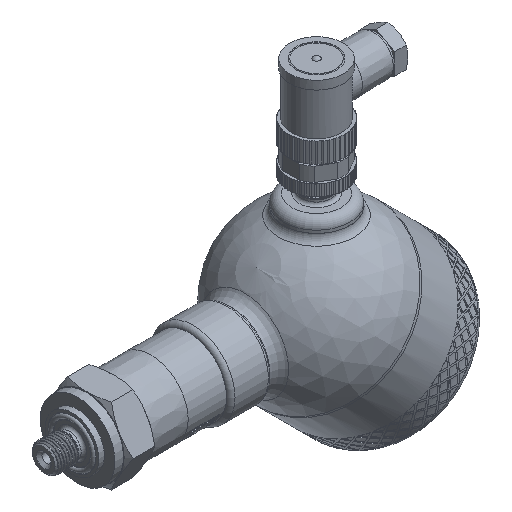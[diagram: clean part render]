
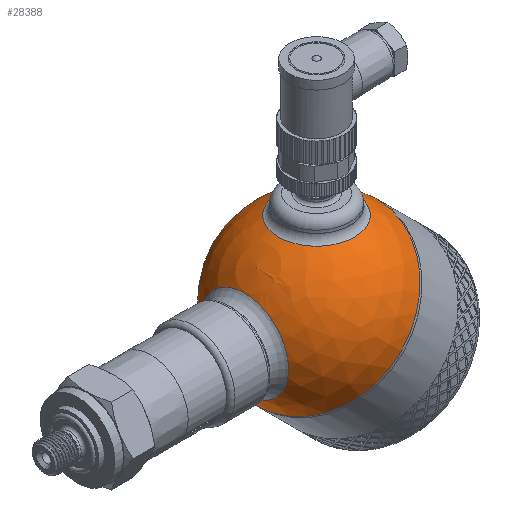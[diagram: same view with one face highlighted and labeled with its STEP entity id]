
A CAD part, isometric view. The second image highlights one B-rep face of the part: STEP entity #28388.
In plain terms, the highlighted spherical face has radius 30 mm.
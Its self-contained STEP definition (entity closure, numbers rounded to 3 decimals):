
#45=SPHERICAL_SURFACE('',#30142,30.);
#1073=FACE_BOUND('',#3801,.T.);
#1074=FACE_BOUND('',#3802,.T.);
#1987=FACE_OUTER_BOUND('',#3800,.T.);
#3800=EDGE_LOOP('',(#20261,#20262,#20263,#20264));
#3801=EDGE_LOOP('',(#20265));
#3802=EDGE_LOOP('',(#20266));
#5531=CIRCLE('',#30065,30.);
#5532=CIRCLE('',#30066,30.);
#5559=CIRCLE('',#30138,13.5);
#5562=CIRCLE('',#30143,30.);
#5563=CIRCLE('',#30144,15.643);
#11045=VERTEX_POINT('',#38170);
#11046=VERTEX_POINT('',#38172);
#11521=VERTEX_POINT('',#44234);
#11523=VERTEX_POINT('',#44241);
#11524=VERTEX_POINT('',#44243);
#14109=EDGE_CURVE('',#11045,#11046,#5531,.T.);
#14110=EDGE_CURVE('',#11046,#11045,#5532,.T.);
#14825=EDGE_CURVE('',#11521,#11521,#5559,.T.);
#14828=EDGE_CURVE('',#11046,#11523,#5562,.T.);
#14829=EDGE_CURVE('',#11524,#11524,#5563,.T.);
#20261=ORIENTED_EDGE('',*,*,#14110,.F.);
#20262=ORIENTED_EDGE('',*,*,#14828,.T.);
#20263=ORIENTED_EDGE('',*,*,#14828,.F.);
#20264=ORIENTED_EDGE('',*,*,#14109,.F.);
#20265=ORIENTED_EDGE('',*,*,#14829,.F.);
#20266=ORIENTED_EDGE('',*,*,#14825,.F.);
#28388=ADVANCED_FACE('',(#1987,#1073,#1074),#45,.T.);
#30065=AXIS2_PLACEMENT_3D('',#38173,#31972,#31973);
#30066=AXIS2_PLACEMENT_3D('',#38174,#31974,#31975);
#30138=AXIS2_PLACEMENT_3D('',#44235,#32370,#32371);
#30142=AXIS2_PLACEMENT_3D('',#44240,#32378,#32379);
#30143=AXIS2_PLACEMENT_3D('',#44242,#32380,#32381);
#30144=AXIS2_PLACEMENT_3D('',#44244,#32382,#32383);
#31972=DIRECTION('center_axis',(1.,0.,0.));
#31973=DIRECTION('ref_axis',(0.,1.,0.));
#31974=DIRECTION('center_axis',(1.,0.,0.));
#31975=DIRECTION('ref_axis',(0.,1.,0.));
#32370=DIRECTION('center_axis',(-0.707,0.,-0.707));
#32371=DIRECTION('ref_axis',(-0.707,0.,0.707));
#32378=DIRECTION('center_axis',(1.,0.,0.));
#32379=DIRECTION('ref_axis',(0.,-1.,0.));
#32380=DIRECTION('center_axis',(0.,0.,1.));
#32381=DIRECTION('ref_axis',(0.,1.,0.));
#32382=DIRECTION('center_axis',(-0.707,0.,0.707));
#32383=DIRECTION('ref_axis',(0.707,0.,0.707));
#38170=CARTESIAN_POINT('',(0.,-30.,0.));
#38172=CARTESIAN_POINT('',(0.,30.,0.));
#38173=CARTESIAN_POINT('Origin',(0.,0.,0.));
#38174=CARTESIAN_POINT('Origin',(0.,0.,0.));
#44234=CARTESIAN_POINT('',(-9.398,0.,-28.49));
#44235=CARTESIAN_POINT('Origin',(-18.944,0.,-18.944));
#44240=CARTESIAN_POINT('Origin',(0.,0.,0.));
#44241=CARTESIAN_POINT('',(-30.,0.,0.));
#44242=CARTESIAN_POINT('Origin',(0.,0.,0.));
#44243=CARTESIAN_POINT('',(-29.162,0.,7.04));
#44244=CARTESIAN_POINT('Origin',(-18.101,0.,18.101));
